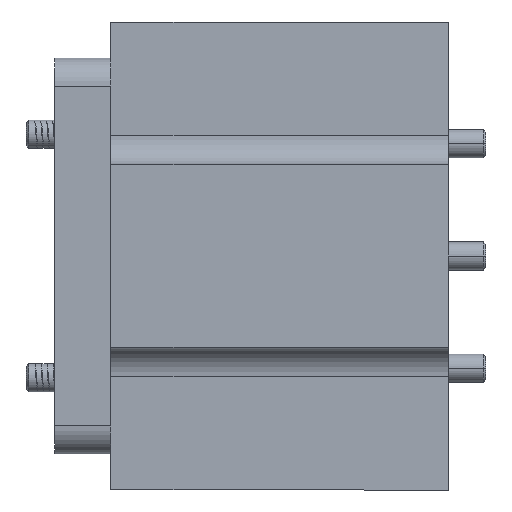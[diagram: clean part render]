
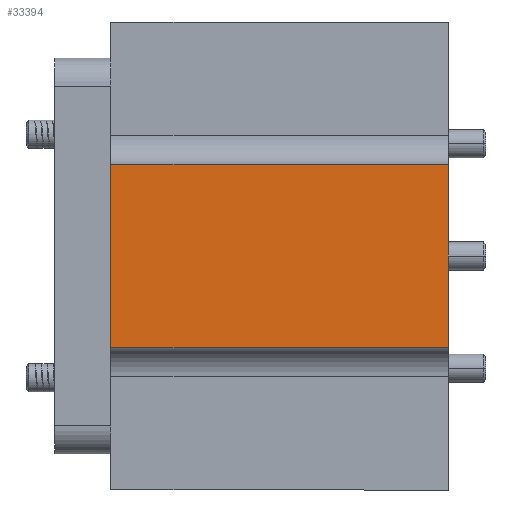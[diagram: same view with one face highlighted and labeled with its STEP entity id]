
A CAD part, front view. The second image highlights one B-rep face of the part: STEP entity #33394.
In plain terms, the highlighted planar face has unit normal (0, -1, 0).
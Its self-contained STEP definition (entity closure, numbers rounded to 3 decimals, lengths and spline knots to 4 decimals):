
#274 = CARTESIAN_POINT ( 'NONE',  ( -0.7096, -0.7323, 0.3839 ) ) ;
#3328 = AXIS2_PLACEMENT_3D ( 'NONE', #36219, #24956, #6261 ) ;
#4628 = DIRECTION ( 'NONE',  ( 1., 0., 0. ) ) ;
#5353 = VERTEX_POINT ( 'NONE', #18385 ) ;
#6261 = DIRECTION ( 'NONE',  ( -1., 0., 0. ) ) ;
#6289 = CARTESIAN_POINT ( 'NONE',  ( -0.7096, -0.7323, 0.9843 ) ) ;
#6959 = CARTESIAN_POINT ( 'NONE',  ( 0.7096, -0.7323, -0.3839 ) ) ;
#7990 = EDGE_CURVE ( 'NONE', #18433, #5353, #28499, .T. ) ;
#8372 = CARTESIAN_POINT ( 'NONE',  ( 0.7096, -0.7323, -0.3839 ) ) ;
#10222 = DIRECTION ( 'NONE',  ( -1., 0., 0. ) ) ;
#10471 = CARTESIAN_POINT ( 'NONE',  ( 0.7096, -0.7323, 0.3839 ) ) ;
#14882 = ORIENTED_EDGE ( 'NONE', *, *, #29590, .T. ) ;
#16288 = ORIENTED_EDGE ( 'NONE', *, *, #34632, .F. ) ;
#17868 = EDGE_LOOP ( 'NONE', ( #22846, #38592, #14882, #16288 ) ) ;
#18385 = CARTESIAN_POINT ( 'NONE',  ( -0.7096, -0.7323, -0.3839 ) ) ;
#18433 = VERTEX_POINT ( 'NONE', #274 ) ;
#21215 = FACE_OUTER_BOUND ( 'NONE', #17868, .T. ) ;
#21421 = DIRECTION ( 'NONE',  ( 0., 0., 1. ) ) ;
#21457 = VECTOR ( 'NONE', #40691, 39.3701 ) ;
#22846 = ORIENTED_EDGE ( 'NONE', *, *, #7990, .T. ) ;
#24956 = DIRECTION ( 'NONE',  ( 0., 1., 0. ) ) ;
#25791 = VERTEX_POINT ( 'NONE', #10471 ) ;
#28064 = VECTOR ( 'NONE', #4628, 39.3701 ) ;
#28499 = LINE ( 'NONE', #6289, #21457 ) ;
#29466 = EDGE_CURVE ( 'NONE', #48735, #5353, #44138, .T. ) ;
#29590 = EDGE_CURVE ( 'NONE', #48735, #25791, #36898, .T. ) ;
#30829 = LINE ( 'NONE', #42531, #28064 ) ;
#33192 = PLANE ( 'NONE',  #3328 ) ;
#33394 = ADVANCED_FACE ( 'NONE', ( #21215 ), #33192, .F. ) ;
#34632 = EDGE_CURVE ( 'NONE', #18433, #25791, #30829, .T. ) ;
#36219 = CARTESIAN_POINT ( 'NONE',  ( -0.7096, -0.7323, 0.9843 ) ) ;
#36898 = LINE ( 'NONE', #40380, #46796 ) ;
#38592 = ORIENTED_EDGE ( 'NONE', *, *, #29466, .F. ) ;
#40380 = CARTESIAN_POINT ( 'NONE',  ( 0.7096, -0.7323, 0.9843 ) ) ;
#40691 = DIRECTION ( 'NONE',  ( 0., 0., -1. ) ) ;
#42531 = CARTESIAN_POINT ( 'NONE',  ( 0.7096, -0.7323, 0.3839 ) ) ;
#43619 = VECTOR ( 'NONE', #10222, 39.3701 ) ;
#44138 = LINE ( 'NONE', #6959, #43619 ) ;
#46796 = VECTOR ( 'NONE', #21421, 39.3701 ) ;
#48735 = VERTEX_POINT ( 'NONE', #8372 ) ;
